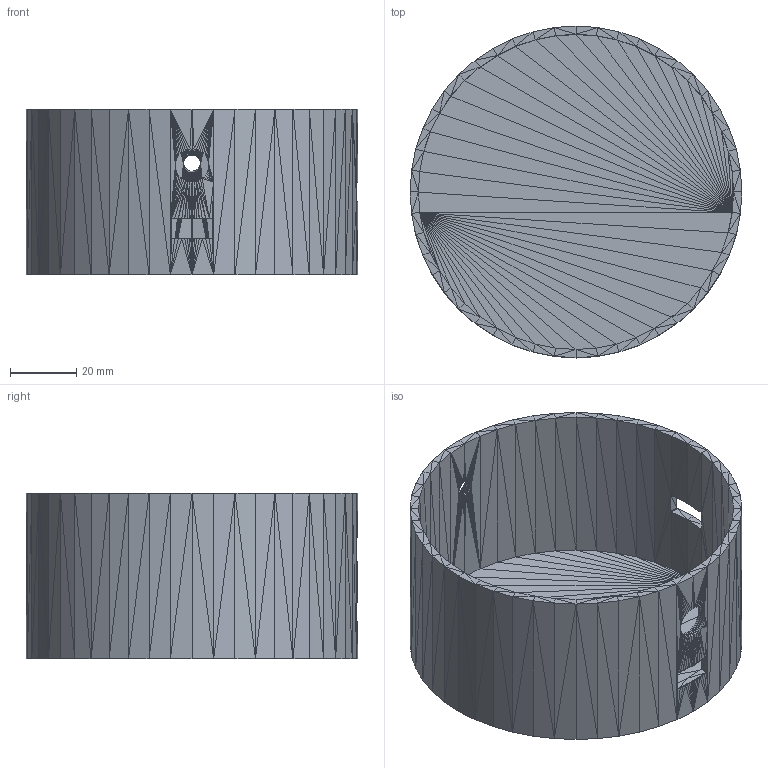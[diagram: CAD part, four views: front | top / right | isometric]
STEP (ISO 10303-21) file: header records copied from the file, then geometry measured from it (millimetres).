
FILE_DESCRIPTION((''),'2;1');
FILE_NAME('Base', '2026-01-19T18:38:09', (''), (''), 'ImageToStl.com STEP Converter','', '');
FILE_SCHEMA(('AUTOMOTIVE_DESIGN_CC2'));
Length unit declared in the file: metre
Products named in the file (1): product0
Bounding box: 100 x 100 x 50 mm (x, y, z)
Surface area: 45770.5 mm2 (no closed solid volume)
Topology: 0 solids, 1806 shells, 1806 faces, 5418 edges, 897 vertices
Faces by surface type: plane 1806
Entity records: 41554 total; most frequent: DIRECTION 9032, ORIENTED_EDGE 5418, EDGE_CURVE 5418, LINE 5418, VECTOR 5418, AXIS2_PLACEMENT_3D 1807, FACE_SURFACE 1806, PLANE 1806
